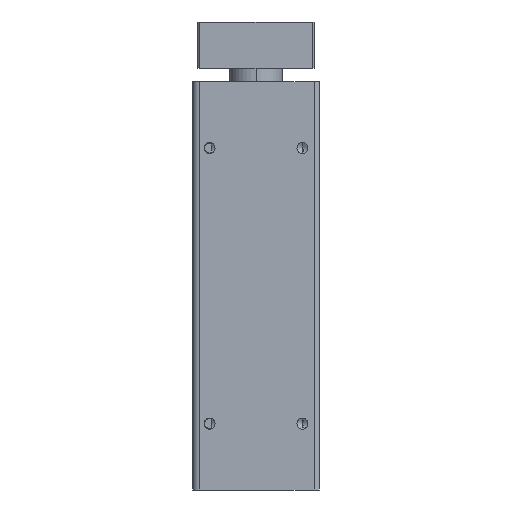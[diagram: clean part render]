
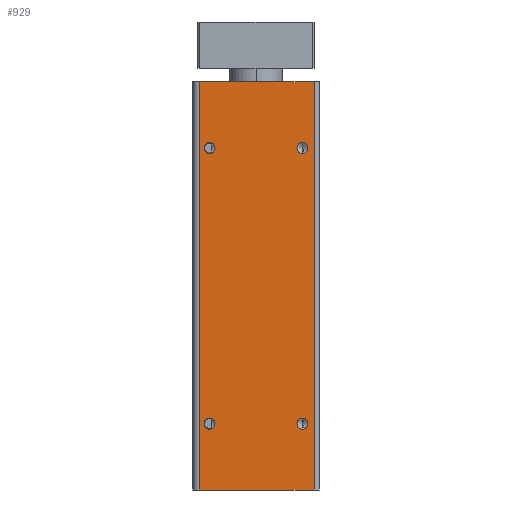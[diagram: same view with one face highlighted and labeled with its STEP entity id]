
A CAD part, left-side view. The second image highlights one B-rep face of the part: STEP entity #929.
In plain terms, the highlighted planar face has unit normal (-1, 0, 0).
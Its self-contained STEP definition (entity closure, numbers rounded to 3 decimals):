
#626 = VERTEX_POINT ( 'NONE', #3917 ) ;
#628 = EDGE_CURVE ( 'NONE', #626, #629, #3916, .T. ) ;
#629 = VERTEX_POINT ( 'NONE', #3911 ) ;
#639 = EDGE_CURVE ( 'NONE', #728, #729, #3898, .T. ) ;
#728 = VERTEX_POINT ( 'NONE', #4124 ) ;
#729 = VERTEX_POINT ( 'NONE', #4123 ) ;
#869 = VERTEX_POINT ( 'NONE', #4388 ) ;
#908 = EDGE_CURVE ( 'NONE', #1190, #1174, #4445, .T. ) ;
#909 = ORIENTED_EDGE ( 'NONE', *, *, #1189, .F. ) ;
#910 = EDGE_LOOP ( 'NONE', ( #911, #913 ) ) ;
#911 = ORIENTED_EDGE ( 'NONE', *, *, #912, .F. ) ;
#912 = EDGE_CURVE ( 'NONE', #729, #728, #4440, .T. ) ;
#913 = ORIENTED_EDGE ( 'NONE', *, *, #639, .F. ) ;
#914 = EDGE_LOOP ( 'NONE', ( #915, #917 ) ) ;
#915 = ORIENTED_EDGE ( 'NONE', *, *, #916, .F. ) ;
#916 = EDGE_CURVE ( 'NONE', #629, #626, #4435, .T. ) ;
#917 = ORIENTED_EDGE ( 'NONE', *, *, #628, .F. ) ;
#918 = EDGE_LOOP ( 'NONE', ( #919, #975, #978, #980 ) ) ;
#919 = ORIENTED_EDGE ( 'NONE', *, *, #920, .F. ) ;
#920 = EDGE_CURVE ( 'NONE', #921, #869, #4430, .T. ) ;
#921 = VERTEX_POINT ( 'NONE', #4426 ) ;
#924 = EDGE_CURVE ( 'NONE', #925, #869, #4486, .T. ) ;
#925 = VERTEX_POINT ( 'NONE', #4482 ) ;
#929 = ADVANCED_FACE ( 'NONE', ( #4481, #4475, #4474, #4473, #4472 ), #4471, .T. ) ;
#930 = EDGE_LOOP ( 'NONE', ( #931, #933 ) ) ;
#931 = ORIENTED_EDGE ( 'NONE', *, *, #932, .F. ) ;
#932 = EDGE_CURVE ( 'NONE', #1134, #1121, #4466, .T. ) ;
#933 = ORIENTED_EDGE ( 'NONE', *, *, #1133, .F. ) ;
#934 = EDGE_LOOP ( 'NONE', ( #935, #909 ) ) ;
#935 = ORIENTED_EDGE ( 'NONE', *, *, #908, .F. ) ;
#975 = ORIENTED_EDGE ( 'NONE', *, *, #976, .F. ) ;
#976 = EDGE_CURVE ( 'NONE', #977, #921, #4526, .T. ) ;
#977 = VERTEX_POINT ( 'NONE', #4587 ) ;
#978 = ORIENTED_EDGE ( 'NONE', *, *, #979, .T. ) ;
#979 = EDGE_CURVE ( 'NONE', #977, #925, #4586, .T. ) ;
#980 = ORIENTED_EDGE ( 'NONE', *, *, #924, .T. ) ;
#1121 = VERTEX_POINT ( 'NONE', #4858 ) ;
#1133 = EDGE_CURVE ( 'NONE', #1121, #1134, #4891, .T. ) ;
#1134 = VERTEX_POINT ( 'NONE', #4886 ) ;
#1174 = VERTEX_POINT ( 'NONE', #4946 ) ;
#1189 = EDGE_CURVE ( 'NONE', #1174, #1190, #5034, .T. ) ;
#1190 = VERTEX_POINT ( 'NONE', #5029 ) ;
#3894 = DIRECTION ( 'NONE',  ( 0., 0., 1. ) ) ;
#3895 = DIRECTION ( 'NONE',  ( -1., 0., 0. ) ) ;
#3896 = CARTESIAN_POINT ( 'NONE',  ( -46., 5., -20. ) ) ;
#3897 = AXIS2_PLACEMENT_3D ( 'NONE', #3896, #3895, #3894 ) ;
#3898 = CIRCLE ( 'NONE', #3897, 1.65 ) ;
#3911 = CARTESIAN_POINT ( 'NONE',  ( -46., 5., -101.35 ) ) ;
#3912 = DIRECTION ( 'NONE',  ( 0., 0., 1. ) ) ;
#3913 = DIRECTION ( 'NONE',  ( -1., 0., 0. ) ) ;
#3914 = CARTESIAN_POINT ( 'NONE',  ( -46., 5., -103. ) ) ;
#3915 = AXIS2_PLACEMENT_3D ( 'NONE', #3914, #3913, #3912 ) ;
#3916 = CIRCLE ( 'NONE', #3915, 1.65 ) ;
#3917 = CARTESIAN_POINT ( 'NONE',  ( -46., 5., -104.65 ) ) ;
#4123 = CARTESIAN_POINT ( 'NONE',  ( -46., 5., -18.35 ) ) ;
#4124 = CARTESIAN_POINT ( 'NONE',  ( -46., 5., -21.65 ) ) ;
#4388 = CARTESIAN_POINT ( 'NONE',  ( -46., 1.5, 0. ) ) ;
#4426 = CARTESIAN_POINT ( 'NONE',  ( -46., 36., 0. ) ) ;
#4427 = DIRECTION ( 'NONE',  ( 0., -1., 0. ) ) ;
#4428 = VECTOR ( 'NONE', #4427, 1000. ) ;
#4429 = CARTESIAN_POINT ( 'NONE',  ( -46., 36., 0. ) ) ;
#4430 = LINE ( 'NONE', #4429, #4428 ) ;
#4431 = DIRECTION ( 'NONE',  ( 0., 0., 1. ) ) ;
#4432 = DIRECTION ( 'NONE',  ( -1., 0., 0. ) ) ;
#4433 = CARTESIAN_POINT ( 'NONE',  ( -46., 5., -103. ) ) ;
#4434 = AXIS2_PLACEMENT_3D ( 'NONE', #4433, #4432, #4431 ) ;
#4435 = CIRCLE ( 'NONE', #4434, 1.65 ) ;
#4436 = DIRECTION ( 'NONE',  ( 0., 0., 1. ) ) ;
#4437 = DIRECTION ( 'NONE',  ( -1., 0., 0. ) ) ;
#4438 = CARTESIAN_POINT ( 'NONE',  ( -46., 5., -20. ) ) ;
#4439 = AXIS2_PLACEMENT_3D ( 'NONE', #4438, #4437, #4436 ) ;
#4440 = CIRCLE ( 'NONE', #4439, 1.65 ) ;
#4441 = DIRECTION ( 'NONE',  ( 0., 0., 1. ) ) ;
#4442 = DIRECTION ( 'NONE',  ( -1., 0., 0. ) ) ;
#4443 = CARTESIAN_POINT ( 'NONE',  ( -46., 33., -20. ) ) ;
#4444 = AXIS2_PLACEMENT_3D ( 'NONE', #4443, #4442, #4441 ) ;
#4445 = CIRCLE ( 'NONE', #4444, 1.65 ) ;
#4462 = DIRECTION ( 'NONE',  ( 0., 0., 1. ) ) ;
#4463 = DIRECTION ( 'NONE',  ( -1., 0., 0. ) ) ;
#4464 = CARTESIAN_POINT ( 'NONE',  ( -46., 33., -103. ) ) ;
#4465 = AXIS2_PLACEMENT_3D ( 'NONE', #4464, #4463, #4462 ) ;
#4466 = CIRCLE ( 'NONE', #4465, 1.65 ) ;
#4467 = DIRECTION ( 'NONE',  ( 0., 0., 1. ) ) ;
#4468 = DIRECTION ( 'NONE',  ( -1., 0., 0. ) ) ;
#4469 = CARTESIAN_POINT ( 'NONE',  ( -46., 36., -123. ) ) ;
#4470 = AXIS2_PLACEMENT_3D ( 'NONE', #4469, #4468, #4467 ) ;
#4471 = PLANE ( 'NONE',  #4470 ) ;
#4472 = FACE_OUTER_BOUND ( 'NONE', #918, .T. ) ;
#4473 = FACE_BOUND ( 'NONE', #914, .T. ) ;
#4474 = FACE_BOUND ( 'NONE', #910, .T. ) ;
#4475 = FACE_BOUND ( 'NONE', #934, .T. ) ;
#4481 = FACE_BOUND ( 'NONE', #930, .T. ) ;
#4482 = CARTESIAN_POINT ( 'NONE',  ( -46., 1.5, -123. ) ) ;
#4483 = DIRECTION ( 'NONE',  ( 0., 0., 1. ) ) ;
#4484 = VECTOR ( 'NONE', #4483, 1000. ) ;
#4485 = CARTESIAN_POINT ( 'NONE',  ( -46., 1.5, -123. ) ) ;
#4486 = LINE ( 'NONE', #4485, #4484 ) ;
#4525 = CARTESIAN_POINT ( 'NONE',  ( -46., 36., -123. ) ) ;
#4526 = LINE ( 'NONE', #4525, #4589 ) ;
#4583 = DIRECTION ( 'NONE',  ( 0., -1., 0. ) ) ;
#4584 = VECTOR ( 'NONE', #4583, 1000. ) ;
#4585 = CARTESIAN_POINT ( 'NONE',  ( -46., 36., -123. ) ) ;
#4586 = LINE ( 'NONE', #4585, #4584 ) ;
#4587 = CARTESIAN_POINT ( 'NONE',  ( -46., 36., -123. ) ) ;
#4588 = DIRECTION ( 'NONE',  ( 0., 0., 1. ) ) ;
#4589 = VECTOR ( 'NONE', #4588, 1000. ) ;
#4858 = CARTESIAN_POINT ( 'NONE',  ( -46., 33., -104.65 ) ) ;
#4886 = CARTESIAN_POINT ( 'NONE',  ( -46., 33., -101.35 ) ) ;
#4887 = DIRECTION ( 'NONE',  ( 0., 0., 1. ) ) ;
#4888 = DIRECTION ( 'NONE',  ( -1., 0., 0. ) ) ;
#4889 = CARTESIAN_POINT ( 'NONE',  ( -46., 33., -103. ) ) ;
#4890 = AXIS2_PLACEMENT_3D ( 'NONE', #4889, #4888, #4887 ) ;
#4891 = CIRCLE ( 'NONE', #4890, 1.65 ) ;
#4946 = CARTESIAN_POINT ( 'NONE',  ( -46., 33., -21.65 ) ) ;
#5029 = CARTESIAN_POINT ( 'NONE',  ( -46., 33., -18.35 ) ) ;
#5030 = DIRECTION ( 'NONE',  ( 0., 0., 1. ) ) ;
#5031 = DIRECTION ( 'NONE',  ( -1., 0., 0. ) ) ;
#5032 = CARTESIAN_POINT ( 'NONE',  ( -46., 33., -20. ) ) ;
#5033 = AXIS2_PLACEMENT_3D ( 'NONE', #5032, #5031, #5030 ) ;
#5034 = CIRCLE ( 'NONE', #5033, 1.65 ) ;
